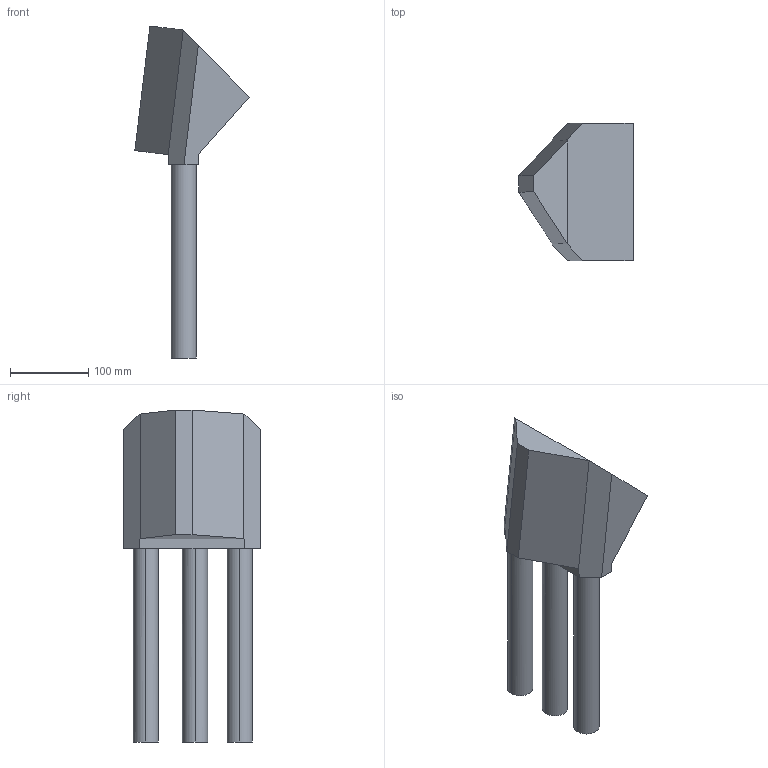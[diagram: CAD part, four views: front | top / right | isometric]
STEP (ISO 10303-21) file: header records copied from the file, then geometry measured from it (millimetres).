
FILE_DESCRIPTION(('FreeCAD Model'),'2;1');
FILE_NAME('Open CASCADE Shape Model','2025-05-09T08:57:48',('FreeCAD'),( 'FreeCAD'),'Open CASCADE STEP processor 7.6','FreeCAD','Unknown');
FILE_SCHEMA(('AUTOMOTIVE_DESIGN { 1 0 10303 214 1 1 1 1 }'));
Length unit declared in the file: millimetre
Products named in the file (1): Open CASCADE STEP translator 7.6 1
Bounding box: 146.19 x 175.73 x 424.66 mm (x, y, z)
Volume: 2719942 mm3; surface area: 177887.6 mm2
Topology: 1 solids, 1 shells, 23 faces, 50 edges, 32 vertices
Faces by surface type: bspline 23
Entity records: 626 total; most frequent: CARTESIAN_POINT 297, ORIENTED_EDGE 100, EDGE_CURVE 50, B_SPLINE_CURVE_WITH_KNOTS 38, VERTEX_POINT 32, FACE_BOUND 26, EDGE_LOOP 26, ADVANCED_FACE 23
